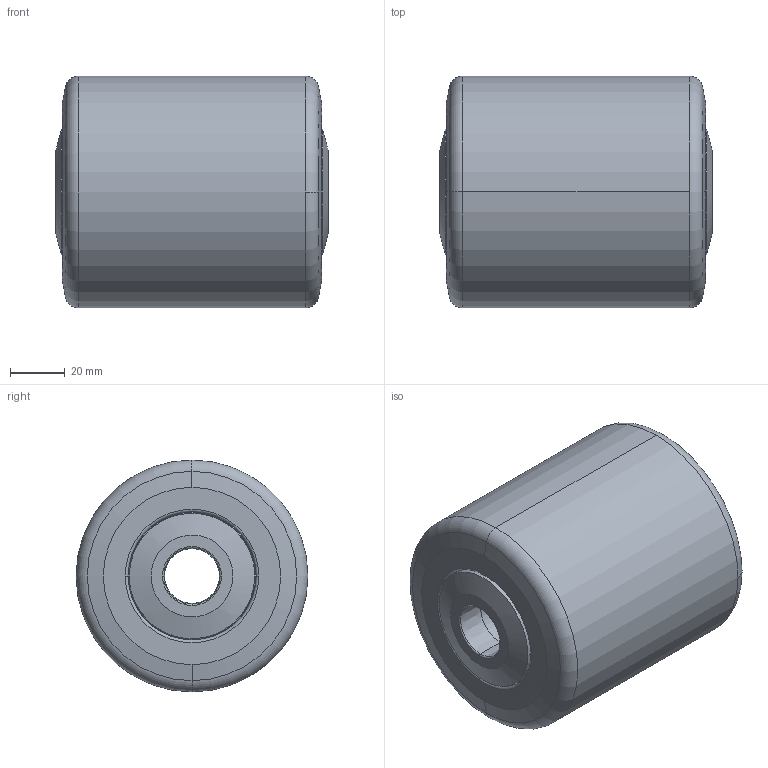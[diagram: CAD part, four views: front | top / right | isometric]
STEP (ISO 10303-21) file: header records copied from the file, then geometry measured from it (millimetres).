
FILE_DESCRIPTION (( 'STEP AP214' ), '1' );
FILE_NAME ('0017683.step', '2022-08-17T11:29:45', ( '' ), ( '' ), 'SwSTEP 2.0', 'SolidWorks 2020', '' );
FILE_SCHEMA (( 'AUTOMOTIVE_DESIGN' ));
Length unit declared in the file: millimetre
Products named in the file (1): 0017683
Bounding box: 100 x 85 x 85 mm (x, y, z)
Volume: 429701.8 mm3; surface area: 69581.8 mm2
Topology: 5 solids, 5 shells, 406 faces, 1250 edges, 782 vertices
Faces by surface type: torus 122, cylinder 78, bspline 66, plane 56, cone 48, sphere 36
Entity records: 20411 total; most frequent: CARTESIAN_POINT 10004, ORIENTED_EDGE 2292, DIRECTION 1864, EDGE_CURVE 1146, AXIS2_PLACEMENT_3D 825, VERTEX_POINT 714, CIRCLE 484, B_SPLINE_CURVE_WITH_KNOTS 448
